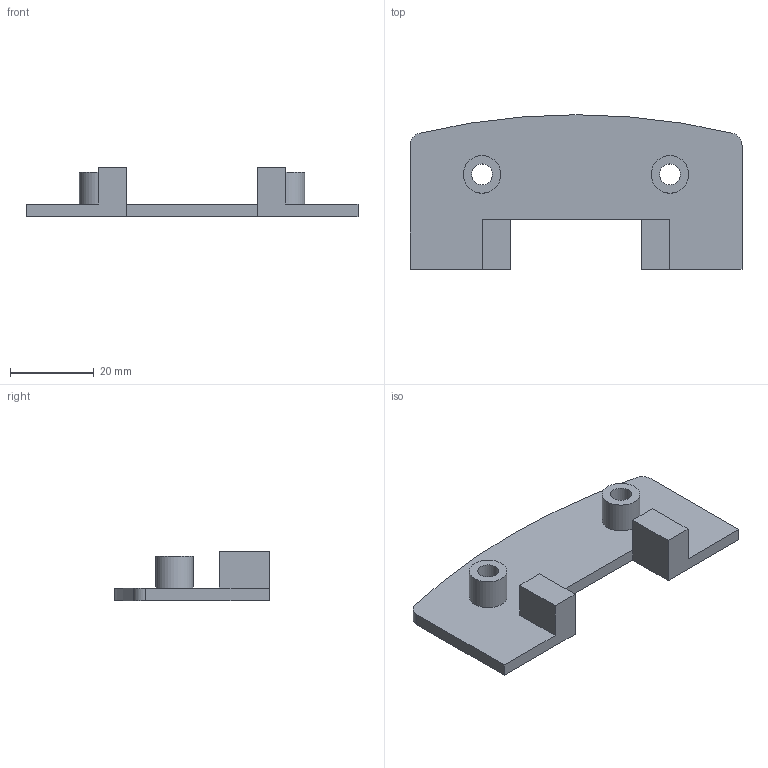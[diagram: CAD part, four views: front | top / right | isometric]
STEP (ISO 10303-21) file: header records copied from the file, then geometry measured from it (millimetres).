
FILE_DESCRIPTION(/* description */ (''),/* implementation_level */ '2;1');
FILE_NAME(/* name */ 'charnière saunat v1.step',/* time_stamp */ '2019-12-03T12:09:14+01:00',/* author */ (''),/* organization */ (''),/* preprocessor_version */ 'ST-DEVELOPER v18',/* originating_system */ 'Autodesk Translation Framework v8.12.0.6',/* authorisation */ '');
FILE_SCHEMA (('AUTOMOTIVE_DESIGN { 1 0 10303 214 3 1 1 }'));
Length unit declared in the file: millimetre
Products named in the file (1): charnière saunat
Bounding box: 79.5 x 37 x 11.75 mm (x, y, z)
Volume: 9257.3 mm3; surface area: 6939.1 mm2
Topology: 1 solids, 1 shells, 24 faces, 58 edges, 38 vertices
Faces by surface type: plane 17, cylinder 7
Full cylindrical faces by diameter (mm): 5 x2, 9 x2
Entity records: 741 total; most frequent: DIRECTION 122, CARTESIAN_POINT 121, ORIENTED_EDGE 116, EDGE_CURVE 58, LINE 44, VECTOR 44, AXIS2_PLACEMENT_3D 39, VERTEX_POINT 38
